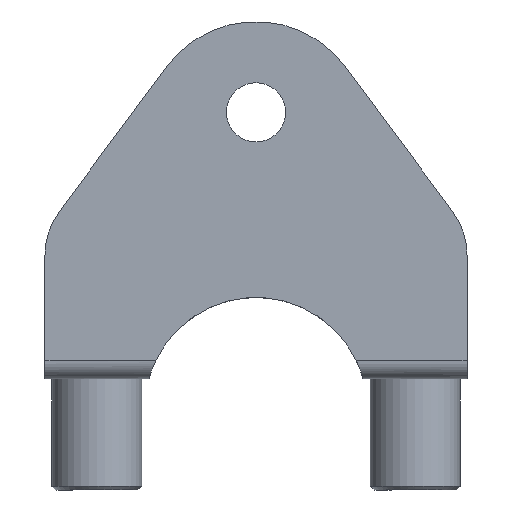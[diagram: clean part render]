
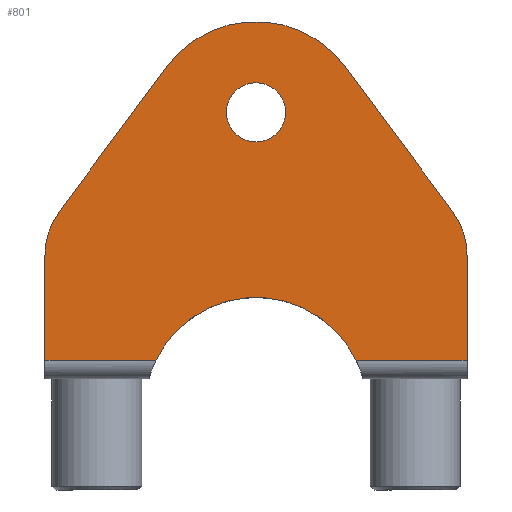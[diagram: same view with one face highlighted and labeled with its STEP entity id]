
A CAD part, front view. The second image highlights one B-rep face of the part: STEP entity #801.
In plain terms, the highlighted planar face has unit normal (0, -1, 0).
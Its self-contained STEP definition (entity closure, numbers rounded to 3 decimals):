
#29=FACE_BOUND('',#134,.T.);
#40=PLANE('',#871);
#86=FACE_OUTER_BOUND('',#133,.T.);
#133=EDGE_LOOP('',(#582,#583,#584,#585,#586,#587,#588,#589,#590,#591));
#134=EDGE_LOOP('',(#592));
#185=LINE('',#1252,#247);
#186=LINE('',#1257,#248);
#187=LINE('',#1259,#249);
#188=LINE('',#1263,#250);
#189=LINE('',#1267,#251);
#190=LINE('',#1270,#252);
#247=VECTOR('',#995,10.);
#248=VECTOR('',#1000,10.);
#249=VECTOR('',#1001,10.);
#250=VECTOR('',#1004,10.);
#251=VECTOR('',#1007,10.);
#252=VECTOR('',#1010,10.);
#313=CIRCLE('',#872,15.);
#314=CIRCLE('',#873,10.);
#315=CIRCLE('',#874,15.);
#316=CIRCLE('',#875,10.);
#317=CIRCLE('',#876,4.);
#362=VERTEX_POINT('',#1236);
#365=VERTEX_POINT('',#1241);
#366=VERTEX_POINT('',#1254);
#367=VERTEX_POINT('',#1256);
#368=VERTEX_POINT('',#1258);
#369=VERTEX_POINT('',#1260);
#370=VERTEX_POINT('',#1262);
#371=VERTEX_POINT('',#1264);
#372=VERTEX_POINT('',#1266);
#373=VERTEX_POINT('',#1268);
#374=VERTEX_POINT('',#1271);
#449=EDGE_CURVE('',#365,#362,#185,.T.);
#450=EDGE_CURVE('',#365,#366,#313,.T.);
#451=EDGE_CURVE('',#367,#366,#186,.T.);
#452=EDGE_CURVE('',#367,#368,#187,.T.);
#453=EDGE_CURVE('',#369,#368,#314,.T.);
#454=EDGE_CURVE('',#369,#370,#188,.T.);
#455=EDGE_CURVE('',#371,#370,#315,.T.);
#456=EDGE_CURVE('',#371,#372,#189,.T.);
#457=EDGE_CURVE('',#373,#372,#316,.T.);
#458=EDGE_CURVE('',#373,#362,#190,.T.);
#459=EDGE_CURVE('',#374,#374,#317,.T.);
#582=ORIENTED_EDGE('',*,*,#449,.F.);
#583=ORIENTED_EDGE('',*,*,#450,.T.);
#584=ORIENTED_EDGE('',*,*,#451,.F.);
#585=ORIENTED_EDGE('',*,*,#452,.T.);
#586=ORIENTED_EDGE('',*,*,#453,.F.);
#587=ORIENTED_EDGE('',*,*,#454,.T.);
#588=ORIENTED_EDGE('',*,*,#455,.F.);
#589=ORIENTED_EDGE('',*,*,#456,.T.);
#590=ORIENTED_EDGE('',*,*,#457,.F.);
#591=ORIENTED_EDGE('',*,*,#458,.T.);
#592=ORIENTED_EDGE('',*,*,#459,.T.);
#801=ADVANCED_FACE('',(#86,#29),#40,.F.);
#871=AXIS2_PLACEMENT_3D('',#1253,#996,#997);
#872=AXIS2_PLACEMENT_3D('',#1255,#998,#999);
#873=AXIS2_PLACEMENT_3D('',#1261,#1002,#1003);
#874=AXIS2_PLACEMENT_3D('',#1265,#1005,#1006);
#875=AXIS2_PLACEMENT_3D('',#1269,#1008,#1009);
#876=AXIS2_PLACEMENT_3D('',#1272,#1011,#1012);
#995=DIRECTION('',(-1.,0.,0.));
#996=DIRECTION('center_axis',(0.,1.,0.));
#997=DIRECTION('ref_axis',(1.,0.,0.));
#998=DIRECTION('center_axis',(0.,1.,0.));
#999=DIRECTION('ref_axis',(-0.964,0.,0.267));
#1000=DIRECTION('',(-1.,0.,0.));
#1001=DIRECTION('',(0.,0.,1.));
#1002=DIRECTION('center_axis',(0.,1.,0.));
#1003=DIRECTION('ref_axis',(0.95,0.,0.314));
#1004=DIRECTION('',(-0.596,0.,0.803));
#1005=DIRECTION('center_axis',(0.,1.,0.));
#1006=DIRECTION('ref_axis',(-0.803,0.,0.596));
#1007=DIRECTION('',(-0.596,0.,-0.803));
#1008=DIRECTION('center_axis',(0.,1.,0.));
#1009=DIRECTION('ref_axis',(-0.95,0.,0.314));
#1010=DIRECTION('',(0.,0.,-1.));
#1011=DIRECTION('center_axis',(0.,1.,0.));
#1012=DIRECTION('ref_axis',(1.,0.,0.));
#1236=CARTESIAN_POINT('',(-28.5,-13.,2.5));
#1241=CARTESIAN_POINT('',(-13.519,-13.,2.5));
#1252=CARTESIAN_POINT('',(-7.228,-13.,2.5));
#1253=CARTESIAN_POINT('Origin',(0.,-13.,24.5));
#1254=CARTESIAN_POINT('',(13.519,-13.,2.5));
#1255=CARTESIAN_POINT('Origin',(0.,-13.,-4.));
#1256=CARTESIAN_POINT('',(28.5,-13.,2.5));
#1257=CARTESIAN_POINT('',(14.25,-13.,2.5));
#1258=CARTESIAN_POINT('',(28.5,-13.,16.697));
#1259=CARTESIAN_POINT('',(28.5,-13.,20.));
#1260=CARTESIAN_POINT('',(26.533,-13.,22.653));
#1261=CARTESIAN_POINT('Origin',(18.5,-13.,16.697));
#1262=CARTESIAN_POINT('',(12.05,-13.,42.189));
#1263=CARTESIAN_POINT('',(7.,-13.,49.));
#1264=CARTESIAN_POINT('',(-12.05,-13.,42.189));
#1265=CARTESIAN_POINT('Origin',(0.,-13.,33.255));
#1266=CARTESIAN_POINT('',(-26.533,-13.,22.653));
#1267=CARTESIAN_POINT('',(-28.5,-13.,20.));
#1268=CARTESIAN_POINT('',(-28.5,-13.,16.697));
#1269=CARTESIAN_POINT('Origin',(-18.5,-13.,16.697));
#1270=CARTESIAN_POINT('',(-28.5,-13.,0.));
#1271=CARTESIAN_POINT('',(-4.,-13.,36.));
#1272=CARTESIAN_POINT('Origin',(0.,-13.,36.));
